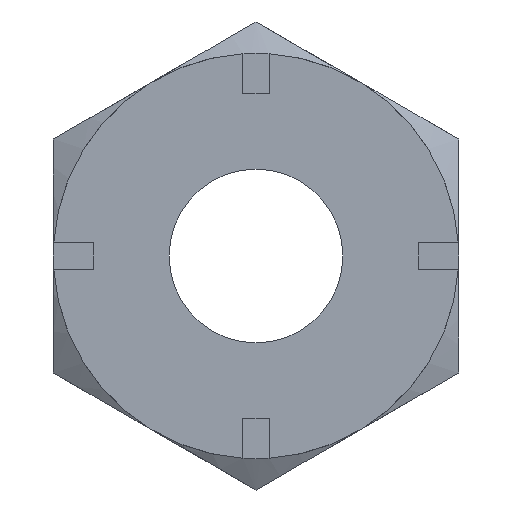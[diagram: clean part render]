
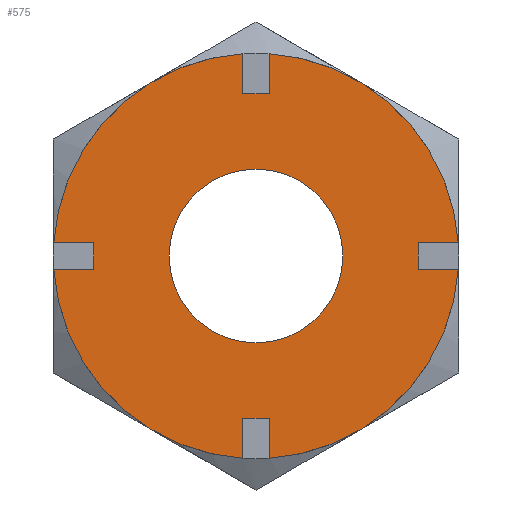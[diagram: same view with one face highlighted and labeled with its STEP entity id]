
A CAD part, left-side view. The second image highlights one B-rep face of the part: STEP entity #575.
In plain terms, the highlighted planar face has unit normal (-1, 0, 0).
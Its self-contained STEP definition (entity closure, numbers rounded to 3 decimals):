
#233=EDGE_CURVE('',#541,#415,#656,.T.);
#239=EDGE_CURVE('',#577,#387,#662,.T.);
#245=EDGE_CURVE('',#335,#543,#669,.T.);
#249=EDGE_CURVE('',#487,#309,#673,.T.);
#257=EDGE_CURVE('',#407,#453,#682,.T.);
#259=EDGE_CURVE('',#329,#291,#684,.T.);
#287=EDGE_CURVE('',#291,#309,#717,.T.);
#291=VERTEX_POINT('',#721);
#309=VERTEX_POINT('',#741);
#319=EDGE_CURVE('',#407,#399,#751,.T.);
#329=VERTEX_POINT('',#761);
#333=EDGE_CURVE('',#335,#329,#765,.T.);
#335=VERTEX_POINT('',#767);
#343=EDGE_CURVE('',#415,#541,#777,.T.);
#345=EDGE_CURVE('',#399,#391,#779,.T.);
#355=EDGE_CURVE('',#391,#387,#789,.T.);
#387=VERTEX_POINT('',#827);
#391=VERTEX_POINT('',#831);
#399=VERTEX_POINT('',#840);
#407=VERTEX_POINT('',#849);
#415=VERTEX_POINT('',#859);
#417=EDGE_CURVE('',#481,#435,#861,.T.);
#433=EDGE_CURVE('',#435,#453,#877,.T.);
#435=VERTEX_POINT('',#879);
#443=EDGE_CURVE('',#487,#481,#887,.T.);
#453=VERTEX_POINT('',#898);
#481=VERTEX_POINT('',#929);
#487=VERTEX_POINT('',#935);
#489=EDGE_CURVE('',#561,#533,#937,.T.);
#505=EDGE_CURVE('',#533,#543,#954,.T.);
#533=VERTEX_POINT('',#987);
#541=VERTEX_POINT('',#996);
#543=VERTEX_POINT('',#998);
#553=EDGE_CURVE('',#577,#561,#1008,.T.);
#561=VERTEX_POINT('',#1016);
#575=ADVANCED_FACE('',(#1030,#1031),#1032,.T.);
#577=VERTEX_POINT('',#1034);
#656=CIRCLE('',#1113,3.0);
#662=CIRCLE('',#1121,7.0);
#669=CIRCLE('',#1131,7.0);
#673=CIRCLE('',#1136,7.0);
#682=CIRCLE('',#1166,7.0);
#684=LINE('',#1169,#1170);
#717=LINE('',#1240,#1241);
#721=CARTESIAN_POINT('',(-15.0,5.6,-0.45));
#741=CARTESIAN_POINT('',(-15.,6.986,-0.45));
#751=LINE('',#1313,#1314);
#761=CARTESIAN_POINT('',(-15.0,5.6,0.45));
#765=LINE('',#1344,#1345);
#767=CARTESIAN_POINT('',(-15.,6.986,0.45));
#777=CIRCLE('',#1368,3.0);
#779=LINE('',#1371,#1372);
#789=LINE('',#1386,#1387);
#827=CARTESIAN_POINT('',(-15.,-6.986,0.45));
#831=CARTESIAN_POINT('',(-15.0,-5.6,0.45));
#840=CARTESIAN_POINT('',(-15.0,-5.6,-0.45));
#849=CARTESIAN_POINT('',(-15.,-6.986,-0.45));
#859=CARTESIAN_POINT('',(-15.,-3.,0.));
#861=LINE('',#1492,#1493);
#877=LINE('',#1516,#1517);
#879=CARTESIAN_POINT('',(-15.0,-0.45,-5.6));
#887=LINE('',#1528,#1529);
#898=CARTESIAN_POINT('',(-15.,-0.45,-6.986));
#929=CARTESIAN_POINT('',(-15.0,0.45,-5.6));
#935=CARTESIAN_POINT('',(-15.,0.45,-6.986));
#937=LINE('',#1614,#1615);
#954=LINE('',#1665,#1666);
#987=CARTESIAN_POINT('',(-15.0,0.45,5.6));
#996=CARTESIAN_POINT('',(-15.,3.,0.));
#998=CARTESIAN_POINT('',(-15.,0.45,6.986));
#1008=LINE('',#1765,#1766);
#1016=CARTESIAN_POINT('',(-15.0,-0.45,5.6));
#1030=FACE_BOUND('',#1808,.T.);
#1031=FACE_OUTER_BOUND('',#1809,.T.);
#1032=PLANE('',#1810);
#1034=CARTESIAN_POINT('',(-15.,-0.45,6.986));
#1113=AXIS2_PLACEMENT_3D('',#1929,#1930,#1931);
#1121=AXIS2_PLACEMENT_3D('',#1935,#1936,#1937);
#1131=AXIS2_PLACEMENT_3D('',#1946,#1947,#1948);
#1136=AXIS2_PLACEMENT_3D('',#1949,#1950,#1951);
#1166=AXIS2_PLACEMENT_3D('',#1960,#1961,#1962);
#1169=CARTESIAN_POINT('',(-15.,5.6,-0.225));
#1170=VECTOR('',#1963,1.0);
#1240=CARTESIAN_POINT('',(-15.,6.,-0.45));
#1241=VECTOR('',#2009,1.0);
#1313=CARTESIAN_POINT('',(-15.,-0.3,-0.45));
#1314=VECTOR('',#2033,1.0);
#1344=CARTESIAN_POINT('',(-15.,5.3,0.45));
#1345=VECTOR('',#2039,1.0);
#1368=AXIS2_PLACEMENT_3D('',#2057,#2058,#2059);
#1371=CARTESIAN_POINT('',(-15.,-5.6,0.225));
#1372=VECTOR('',#2060,1.0);
#1386=CARTESIAN_POINT('',(-15.,-1.,0.45));
#1387=VECTOR('',#2065,1.0);
#1492=CARTESIAN_POINT('',(-15.,2.275,-5.6));
#1493=VECTOR('',#2163,1.0);
#1516=CARTESIAN_POINT('',(-15.,-0.45,-3.5));
#1517=VECTOR('',#2167,1.0);
#1528=CARTESIAN_POINT('',(-15.,0.45,-2.8));
#1529=VECTOR('',#2168,1.0);
#1614=CARTESIAN_POINT('',(-15.,2.725,5.6));
#1615=VECTOR('',#2214,1.0);
#1665=CARTESIAN_POINT('',(-15.,0.45,3.5));
#1666=VECTOR('',#2223,1.0);
#1765=CARTESIAN_POINT('',(-15.,-0.45,2.8));
#1766=VECTOR('',#2278,1.0);
#1808=EDGE_LOOP('',(#2290,#2291));
#1809=EDGE_LOOP('',(#2292,#2293,#2294,#2295,#2296,#2297,#2298,#2299,#2300,#2301,#2302,#2303,#2304,#2305,#2306,#2307));
#1810=AXIS2_PLACEMENT_3D('',#2308,#2309,#2310);
#1929=CARTESIAN_POINT('',(-15.,0.,0.));
#1930=DIRECTION('',(1.0,0.0,-0.0));
#1931=DIRECTION('',(0.0,1.0,0.));
#1935=CARTESIAN_POINT('',(-15.,0.,0.));
#1936=DIRECTION('',(1.0,0.0,-0.0));
#1937=DIRECTION('',(0.0,1.0,0.));
#1946=CARTESIAN_POINT('',(-15.,0.,0.));
#1947=DIRECTION('',(1.0,0.0,-0.0));
#1948=DIRECTION('',(0.0,1.0,0.));
#1949=CARTESIAN_POINT('',(-15.,0.,0.));
#1950=DIRECTION('',(1.0,0.0,-0.0));
#1951=DIRECTION('',(0.0,1.0,0.));
#1960=CARTESIAN_POINT('',(-15.,0.,0.));
#1961=DIRECTION('',(1.0,0.0,-0.0));
#1962=DIRECTION('',(0.0,1.0,0.));
#1963=DIRECTION('',(0.0,0.0,-1.0));
#2009=DIRECTION('',(0.0,1.0,0.0));
#2033=DIRECTION('',(0.0,1.0,0.0));
#2039=DIRECTION('',(0.0,-1.0,0.0));
#2057=CARTESIAN_POINT('',(-15.,0.,0.));
#2058=DIRECTION('',(1.0,0.0,-0.0));
#2059=DIRECTION('',(0.0,1.0,0.));
#2060=DIRECTION('',(0.0,0.0,1.0));
#2065=DIRECTION('',(0.0,-1.0,0.0));
#2163=DIRECTION('',(0.0,-1.0,0.0));
#2167=DIRECTION('',(0.0,0.0,-1.0));
#2168=DIRECTION('',(0.0,0.0,1.0));
#2214=DIRECTION('',(0.0,1.0,0.0));
#2223=DIRECTION('',(0.0,0.0,1.0));
#2278=DIRECTION('',(0.0,0.0,-1.0));
#2290=ORIENTED_EDGE('',*,*,#233,.T.);
#2291=ORIENTED_EDGE('',*,*,#343,.T.);
#2292=ORIENTED_EDGE('',*,*,#553,.T.);
#2293=ORIENTED_EDGE('',*,*,#489,.T.);
#2294=ORIENTED_EDGE('',*,*,#505,.T.);
#2295=ORIENTED_EDGE('',*,*,#245,.F.);
#2296=ORIENTED_EDGE('',*,*,#333,.T.);
#2297=ORIENTED_EDGE('',*,*,#259,.T.);
#2298=ORIENTED_EDGE('',*,*,#287,.T.);
#2299=ORIENTED_EDGE('',*,*,#249,.F.);
#2300=ORIENTED_EDGE('',*,*,#443,.T.);
#2301=ORIENTED_EDGE('',*,*,#417,.T.);
#2302=ORIENTED_EDGE('',*,*,#433,.T.);
#2303=ORIENTED_EDGE('',*,*,#257,.F.);
#2304=ORIENTED_EDGE('',*,*,#319,.T.);
#2305=ORIENTED_EDGE('',*,*,#345,.T.);
#2306=ORIENTED_EDGE('',*,*,#355,.T.);
#2307=ORIENTED_EDGE('',*,*,#239,.F.);
#2308=CARTESIAN_POINT('',(-15.,5.,0.));
#2309=DIRECTION('',(-1.0,0.0,0.0));
#2310=DIRECTION('',(0.0,-1.0,0.));
